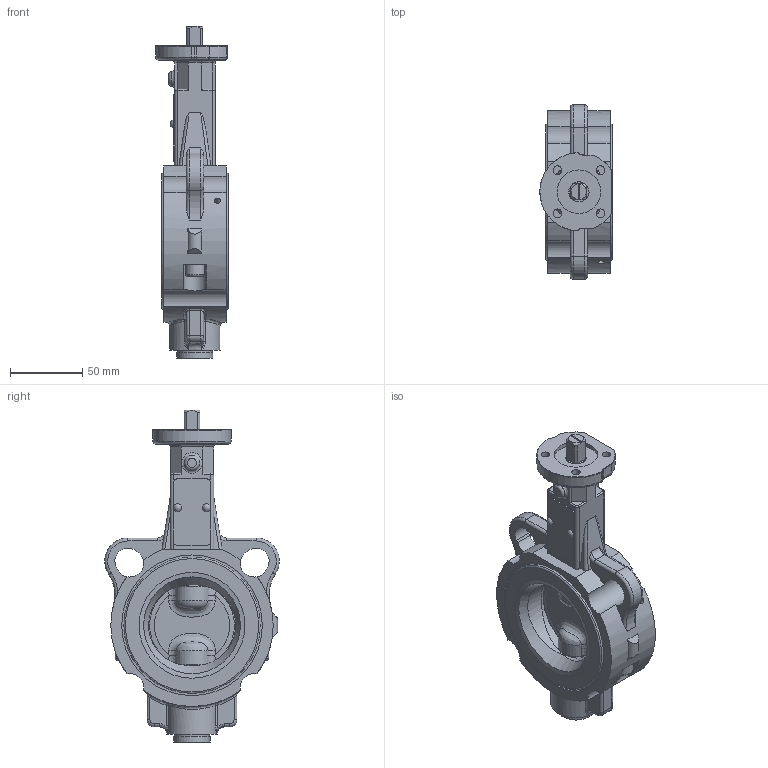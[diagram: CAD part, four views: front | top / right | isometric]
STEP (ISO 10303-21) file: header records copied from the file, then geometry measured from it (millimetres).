
FILE_DESCRIPTION((''),'2;1');
FILE_NAME('T211-A DN50.stp','2009-03-06T10:26:43',('hellwig'),(''),'Autodesk Inventor 2008','Autodesk Inventor 2008','');
FILE_SCHEMA(('AUTOMOTIVE_DESIGN { 1 0 10303 214 1 1 1 1 }'));
Length unit declared in the file: millimetre
Products named in the file (1): Bauteil2
Bounding box: 50 x 120.31 x 229 mm (x, y, z)
Volume: 380418.2 mm3; surface area: 105384.1 mm2
Topology: 1 solids, 10 shells, 952 faces, 2456 edges, 1575 vertices
Faces by surface type: plane 394, bspline 313, cylinder 159, torus 39, cone 37, sphere 10
Full cylindrical faces by diameter (mm): 3 x2, 3.2 x2, 6.647 x2, 8 x2, 13 x2, 14 x3, 15 x1, 19 x1, 20.2 x1, 23.9 x1, 25 x1, 28.5 x2, 30.1 x1, 66.8 x1, 68.5 x1, 94 x2, 97 x1
Entity records: 37332 total; most frequent: CARTESIAN_POINT 15738, ORIENTED_EDGE 4618, DIRECTION 3460, EDGE_CURVE 2309, VERTEX_POINT 1528, VECTOR 1188, LINE 1188, EDGE_LOOP 1139
